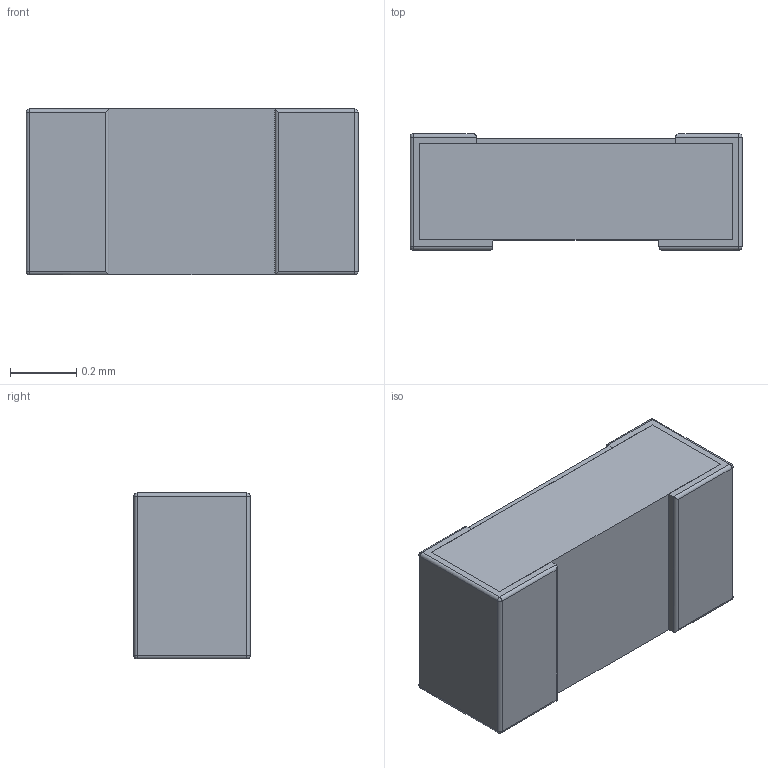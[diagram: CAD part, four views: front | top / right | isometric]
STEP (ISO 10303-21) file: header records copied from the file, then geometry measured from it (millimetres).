
FILE_DESCRIPTION (( 'STEP AP214' ), '1' );
FILE_NAME ('R0402.STEP', '2021-04-28T03:13:04', ( 'Lukyanov A' ), ( '' ), 'SwSTEP 2.0', 'SolidWorks 2015', '' );
FILE_SCHEMA (( 'AUTOMOTIVE_DESIGN' ));
Length unit declared in the file: millimetre
Products named in the file (1): R0402
Bounding box: 1 x 0.35 x 0.5 mm (x, y, z)
Volume: 0.2 mm3; surface area: 4 mm2
Topology: 4 solids, 4 shells, 60 faces, 132 edges, 72 vertices
Faces by surface type: plane 32, cylinder 20, sphere 8
Entity records: 1729 total; most frequent: CARTESIAN_POINT 281, DIRECTION 262, ORIENTED_EDGE 248, EDGE_CURVE 124, LINE 92, VECTOR 92, AXIS2_PLACEMENT_3D 85, VERTEX_POINT 72
